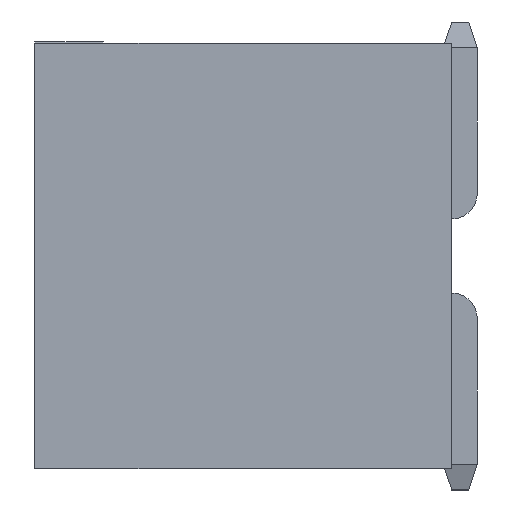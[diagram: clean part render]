
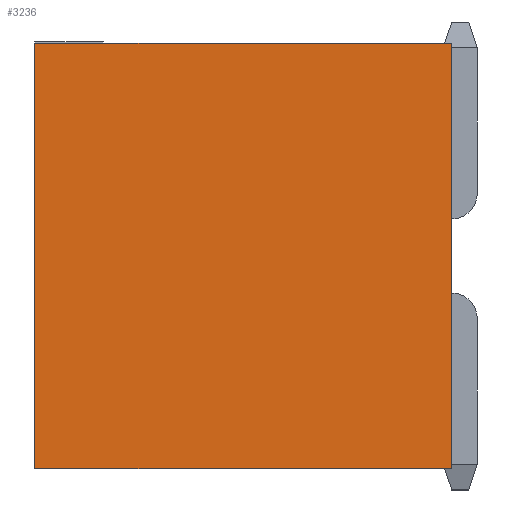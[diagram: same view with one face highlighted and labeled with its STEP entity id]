
A CAD part, left-side view. The second image highlights one B-rep face of the part: STEP entity #3236.
In plain terms, the highlighted planar face has unit normal (-1, 0, 0).
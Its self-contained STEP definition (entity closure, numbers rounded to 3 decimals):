
#138 = CARTESIAN_POINT ( 'NONE',  ( 0., -4.9, 0. ) ) ;
#228 = EDGE_CURVE ( 'NONE', #1220, #938, #4488, .T. ) ;
#387 = CARTESIAN_POINT ( 'NONE',  ( 0., -4.9, -5. ) ) ;
#481 = LINE ( 'NONE', #4284, #2284 ) ;
#938 = VERTEX_POINT ( 'NONE', #4087 ) ;
#1075 = DIRECTION ( 'NONE',  ( 0., 0., 1. ) ) ;
#1086 = VECTOR ( 'NONE', #3486, 1000. ) ;
#1105 = VECTOR ( 'NONE', #3351, 1000. ) ;
#1164 = ORIENTED_EDGE ( 'NONE', *, *, #4311, .T. ) ;
#1220 = VERTEX_POINT ( 'NONE', #4574 ) ;
#1292 = EDGE_CURVE ( 'NONE', #2043, #4424, #4401, .T. ) ;
#1613 = LINE ( 'NONE', #4308, #2874 ) ;
#1693 = CARTESIAN_POINT ( 'NONE',  ( 0., -4.9, -5. ) ) ;
#1900 = EDGE_LOOP ( 'NONE', ( #3617, #2255, #1164, #2050 ) ) ;
#1939 = DIRECTION ( 'NONE',  ( 0., 0., 1. ) ) ;
#2043 = VERTEX_POINT ( 'NONE', #387 ) ;
#2050 = ORIENTED_EDGE ( 'NONE', *, *, #228, .T. ) ;
#2230 = FACE_OUTER_BOUND ( 'NONE', #1900, .T. ) ;
#2255 = ORIENTED_EDGE ( 'NONE', *, *, #1292, .F. ) ;
#2284 = VECTOR ( 'NONE', #1075, 1000. ) ;
#2874 = VECTOR ( 'NONE', #3206, 1000. ) ;
#2910 = CARTESIAN_POINT ( 'NONE',  ( 0., 0., -5. ) ) ;
#2936 = EDGE_CURVE ( 'NONE', #4424, #938, #1613, .T. ) ;
#3002 = CARTESIAN_POINT ( 'NONE',  ( 0., -4.9, 0. ) ) ;
#3023 = PLANE ( 'NONE',  #3562 ) ;
#3206 = DIRECTION ( 'NONE',  ( 0., 0., 1. ) ) ;
#3236 = ADVANCED_FACE ( 'NONE', ( #2230 ), #3023, .T. ) ;
#3351 = DIRECTION ( 'NONE',  ( 0., 1., 0. ) ) ;
#3394 = DIRECTION ( 'NONE',  ( -1., 0., 0. ) ) ;
#3486 = DIRECTION ( 'NONE',  ( 0., 1., 0. ) ) ;
#3562 = AXIS2_PLACEMENT_3D ( 'NONE', #3002, #3394, #1939 ) ;
#3617 = ORIENTED_EDGE ( 'NONE', *, *, #2936, .F. ) ;
#4087 = CARTESIAN_POINT ( 'NONE',  ( 0., 0., 0. ) ) ;
#4284 = CARTESIAN_POINT ( 'NONE',  ( 0., -4.9, 0. ) ) ;
#4308 = CARTESIAN_POINT ( 'NONE',  ( 0., 0., 0. ) ) ;
#4311 = EDGE_CURVE ( 'NONE', #2043, #1220, #481, .T. ) ;
#4401 = LINE ( 'NONE', #1693, #1086 ) ;
#4424 = VERTEX_POINT ( 'NONE', #2910 ) ;
#4488 = LINE ( 'NONE', #138, #1105 ) ;
#4574 = CARTESIAN_POINT ( 'NONE',  ( 0., -4.9, 0. ) ) ;
